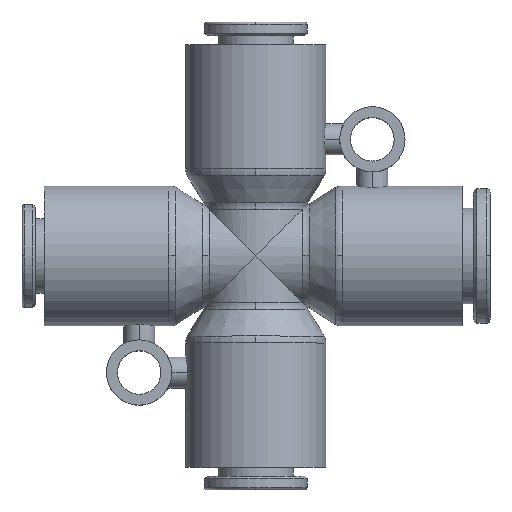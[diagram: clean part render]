
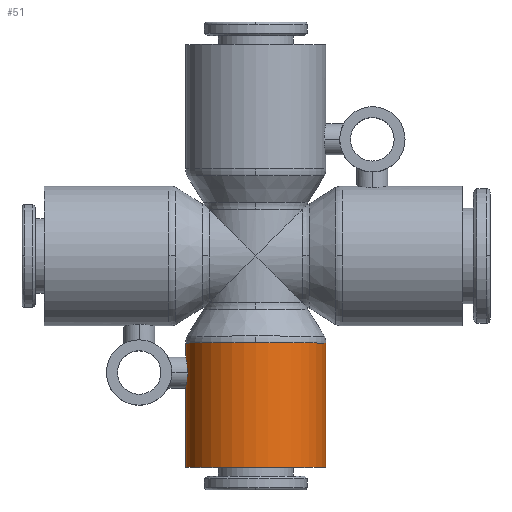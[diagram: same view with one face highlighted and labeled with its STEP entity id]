
A CAD part, top view. The second image highlights one B-rep face of the part: STEP entity #51.
In plain terms, the highlighted cylindrical face has radius 6.75 mm (diameter 13.5 mm), a partial arc.
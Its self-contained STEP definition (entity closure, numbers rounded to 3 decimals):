
#51=ADVANCED_FACE('',(#171),#172,.T.);
#171=FACE_OUTER_BOUND('',#417,.T.);
#172=CYLINDRICAL_SURFACE('',#418,6.75);
#417=EDGE_LOOP('',(#700,#701,#702,#703,#704,#705,#706,#707));
#418=AXIS2_PLACEMENT_3D('',#708,#709,#710);
#700=ORIENTED_EDGE('',*,*,#1636,.F.);
#701=ORIENTED_EDGE('',*,*,#1637,.T.);
#702=ORIENTED_EDGE('',*,*,#1638,.F.);
#703=ORIENTED_EDGE('',*,*,#1639,.F.);
#704=ORIENTED_EDGE('',*,*,#1633,.F.);
#705=ORIENTED_EDGE('',*,*,#1640,.F.);
#706=ORIENTED_EDGE('',*,*,#1641,.T.);
#707=ORIENTED_EDGE('',*,*,#1642,.T.);
#708=CARTESIAN_POINT('',(0.,-14.4,0.0));
#709=DIRECTION('',(0.,1.0,0.0));
#710=DIRECTION('',(-1.0,0.,0.0));
#1633=EDGE_CURVE('',#1962,#1964,#1965,.T.);
#1636=EDGE_CURVE('',#1968,#1969,#1970,.T.);
#1637=EDGE_CURVE('',#1968,#1971,#1972,.T.);
#1638=EDGE_CURVE('',#1973,#1971,#1974,.T.);
#1639=EDGE_CURVE('',#1964,#1973,#1975,.T.);
#1640=EDGE_CURVE('',#1976,#1962,#1977,.T.);
#1641=EDGE_CURVE('',#1976,#1978,#1979,.T.);
#1642=EDGE_CURVE('',#1978,#1969,#1980,.T.);
#1962=VERTEX_POINT('',#2499);
#1964=VERTEX_POINT('',#2501);
#1965=CIRCLE('',#2502,6.75);
#1968=VERTEX_POINT('',#2505);
#1969=VERTEX_POINT('',#2506);
#1970=LINE('',#2507,#2508);
#1971=VERTEX_POINT('',#2509);
#1972=CIRCLE('',#2510,6.75);
#1973=VERTEX_POINT('',#2511);
#1974=LINE('',#2512,#2513);
#1975=CIRCLE('',#2514,6.75);
#1976=VERTEX_POINT('',#2515);
#1977=LINE('',#2516,#2517);
#1978=VERTEX_POINT('',#2518);
#1979=B_SPLINE_CURVE_WITH_KNOTS('',3,(#2519,#2520,#2521,#2522,#2523,#2524,#2525,#2526,#2527,#2528,#2529,#2530,#2531,#2532),.UNSPECIFIED.,.F.,.F.,(4,2,2,2,2,2,4),(2.268,2.552,2.835,3.402,3.969,4.253,4.537),.UNSPECIFIED.);
#1980=B_SPLINE_CURVE_WITH_KNOTS('',3,(#2533,#2534,#2535,#2536,#2537,#2538,#2539,#2540,#2541,#2542,#2543,#2544,#2545,#2546),.UNSPECIFIED.,.F.,.F.,(4,2,2,2,2,2,4),(4.537,4.82,5.104,5.671,6.238,6.521,6.805),.UNSPECIFIED.);
#2499=CARTESIAN_POINT('',(-6.75,-8.4,0.0));
#2501=CARTESIAN_POINT('',(0.,-8.4,6.75));
#2502=AXIS2_PLACEMENT_3D('',#3645,#3646,#3647);
#2505=CARTESIAN_POINT('',(-6.75,-20.4,0.0));
#2506=CARTESIAN_POINT('',(-6.75,-12.75,0.));
#2507=CARTESIAN_POINT('',(-6.75,-14.4,0.));
#2508=VECTOR('',#3654,1.0);
#2509=CARTESIAN_POINT('',(6.75,-20.4,0.));
#2510=AXIS2_PLACEMENT_3D('',#3655,#3656,#3657);
#2511=CARTESIAN_POINT('',(6.75,-8.4,0.));
#2512=CARTESIAN_POINT('',(6.75,-14.4,0.));
#2513=VECTOR('',#3658,1.0);
#2514=AXIS2_PLACEMENT_3D('',#3659,#3660,#3661);
#2515=CARTESIAN_POINT('',(-6.75,-9.75,0.));
#2516=CARTESIAN_POINT('',(-6.75,-14.4,0.));
#2517=VECTOR('',#3662,1.0);
#2518=CARTESIAN_POINT('',(-6.581,-11.25,1.5));
#2519=CARTESIAN_POINT('',(-6.75,-9.75,0.));
#2520=CARTESIAN_POINT('',(-6.75,-9.75,0.095));
#2521=CARTESIAN_POINT('',(-6.748,-9.759,0.192));
#2522=CARTESIAN_POINT('',(-6.74,-9.797,0.386));
#2523=CARTESIAN_POINT('',(-6.733,-9.826,0.483));
#2524=CARTESIAN_POINT('',(-6.71,-9.941,0.76));
#2525=CARTESIAN_POINT('',(-6.687,-10.057,0.928));
#2526=CARTESIAN_POINT('',(-6.645,-10.322,1.193));
#2527=CARTESIAN_POINT('',(-6.622,-10.49,1.309));
#2528=CARTESIAN_POINT('',(-6.598,-10.767,1.424));
#2529=CARTESIAN_POINT('',(-6.592,-10.864,1.453));
#2530=CARTESIAN_POINT('',(-6.583,-11.058,1.491));
#2531=CARTESIAN_POINT('',(-6.581,-11.155,1.5));
#2532=CARTESIAN_POINT('',(-6.581,-11.25,1.5));
#2533=CARTESIAN_POINT('',(-6.581,-11.25,1.5));
#2534=CARTESIAN_POINT('',(-6.581,-11.345,1.5));
#2535=CARTESIAN_POINT('',(-6.583,-11.442,1.491));
#2536=CARTESIAN_POINT('',(-6.592,-11.636,1.453));
#2537=CARTESIAN_POINT('',(-6.598,-11.733,1.424));
#2538=CARTESIAN_POINT('',(-6.622,-12.01,1.309));
#2539=CARTESIAN_POINT('',(-6.645,-12.178,1.193));
#2540=CARTESIAN_POINT('',(-6.687,-12.443,0.928));
#2541=CARTESIAN_POINT('',(-6.71,-12.559,0.76));
#2542=CARTESIAN_POINT('',(-6.733,-12.674,0.483));
#2543=CARTESIAN_POINT('',(-6.74,-12.703,0.386));
#2544=CARTESIAN_POINT('',(-6.748,-12.741,0.192));
#2545=CARTESIAN_POINT('',(-6.75,-12.75,0.095));
#2546=CARTESIAN_POINT('',(-6.75,-12.75,0.));
#3645=CARTESIAN_POINT('',(0.,-8.4,0.0));
#3646=DIRECTION('',(0.,1.0,0.0));
#3647=DIRECTION('',(-1.0,0.,0.0));
#3654=DIRECTION('',(0.,1.0,0.0));
#3655=CARTESIAN_POINT('',(0.,-20.4,0.0));
#3656=DIRECTION('',(0.,1.0,0.0));
#3657=DIRECTION('',(-1.0,0.,0.0));
#3658=DIRECTION('',(0.,-1.0,-0.0));
#3659=CARTESIAN_POINT('',(0.,-8.4,0.0));
#3660=DIRECTION('',(0.,1.0,0.0));
#3661=DIRECTION('',(-1.0,0.,0.0));
#3662=DIRECTION('',(0.,1.0,0.0));
